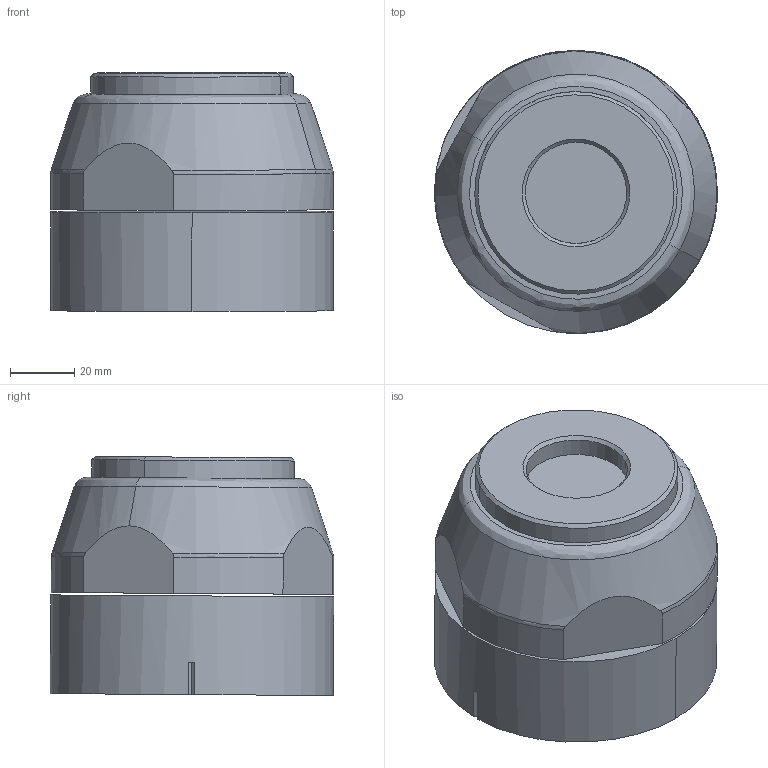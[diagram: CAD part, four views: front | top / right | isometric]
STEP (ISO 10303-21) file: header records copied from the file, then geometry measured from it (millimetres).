
FILE_DESCRIPTION(/* description */ (''),/* implementation_level */ '2;1');
FILE_NAME(/* name */ 'link6',/* time_stamp */ '2025-02-04T16:46:34+09:00',/* author */ (''),/* organization */ (''),/* preprocessor_version */ 'ST-DEVELOPER v19.2',/* originating_system */ 'Rhino 8.3',/* authorisation */ '');
FILE_SCHEMA (('CONFIG_CONTROL_DESIGN'));
Length unit declared in the file: millimetre
Products named in the file (2): Document; YL012_wrist holder
Bounding box: 88 x 88.25 x 74.34 mm (x, y, z)
Volume: 392853.4 mm3; surface area: 41849.3 mm2
Topology: 2 solids, 2 shells, 33 faces, 74 edges, 47 vertices
Faces by surface type: plane 12, bspline 12, cylinder 9
Entity records: 1769 total; most frequent: CARTESIAN_POINT 665, ORIENTED_EDGE 148, DIRECTION 101, EDGE_CURVE 74, AXIS2_PLACEMENT_3D 61, VERTEX_POINT 47, B_SPLINE_CURVE_WITH_KNOTS 38, TRIMMED_CURVE 36
